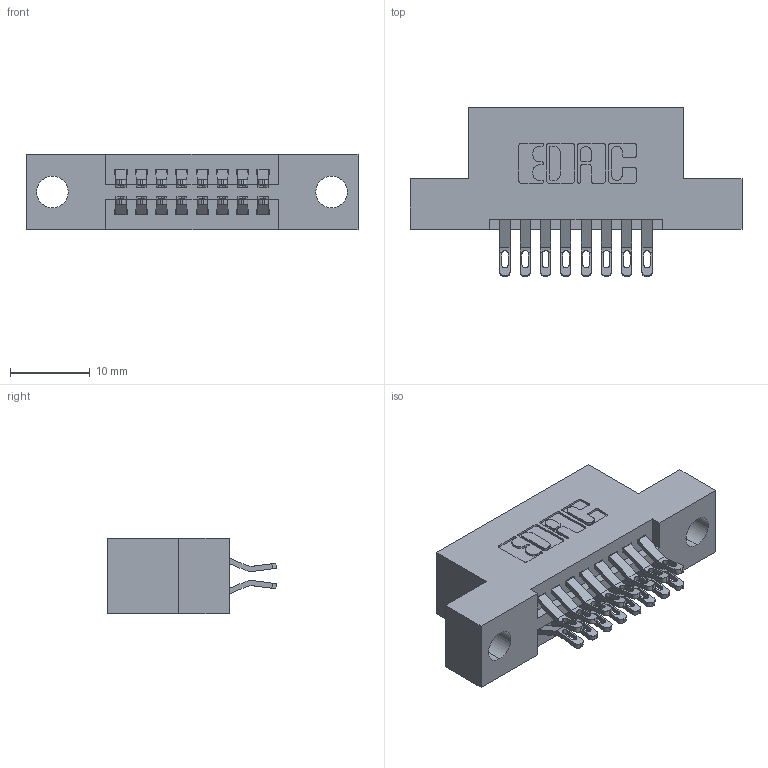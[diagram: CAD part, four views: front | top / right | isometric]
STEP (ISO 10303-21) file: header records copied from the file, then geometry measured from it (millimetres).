
FILE_DESCRIPTION (( 'STEP AP203' ), '1' );
FILE_NAME ('345-016-555-204.STEP', '2021-05-19T16:23:04', ( '' ), ( '' ), 'SwSTEP 2.0', 'SolidWorks 2020', '' );
FILE_SCHEMA (( 'CONFIG_CONTROL_DESIGN' ));
Length unit declared in the file: inch
Products named in the file (3): 345 Part_Flush Mounting Lugs - 0.156 Dia-TI; 345-016-555-204; 345-292-001_555 Tail
Assembly tree (17 placements, depth 2):
  345-016-555-204
    345 Part_Flush Mounting Lugs - 0.156 Dia-TI
    345-292-001_555 Tail  x16
Bounding box: 41.53 x 21.13 x 9.4 mm (x, y, z)
Volume: 3659 mm3; surface area: 4763.2 mm2
Topology: 17 solids, 17 shells, 1036 faces, 3209 edges, 2138 vertices
Faces by surface type: plane 590, cylinder 446
Entity records: 11599 total; most frequent: CARTESIAN_POINT 2016, ORIENTED_EDGE 1918, DIRECTION 1787, EDGE_CURVE 959, LINE 775, VECTOR 775, VERTEX_POINT 638, AXIS2_PLACEMENT_3D 506
